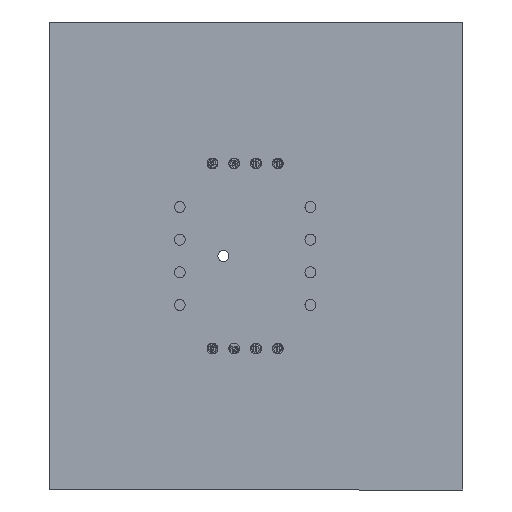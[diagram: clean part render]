
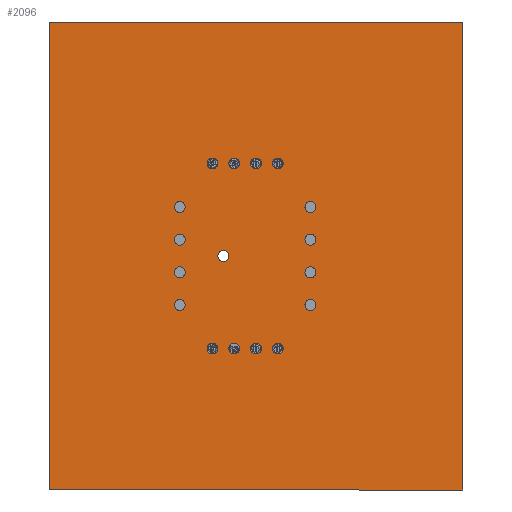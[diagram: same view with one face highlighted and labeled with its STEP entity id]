
A CAD part, front view. The second image highlights one B-rep face of the part: STEP entity #2096.
In plain terms, the highlighted planar face has unit normal (0, -1, 0).
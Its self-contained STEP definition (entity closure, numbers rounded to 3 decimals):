
#149=CIRCLE('',#2243,5.);
#151=CIRCLE('',#2246,5.);
#153=CIRCLE('',#2249,5.);
#155=CIRCLE('',#2252,5.);
#157=CIRCLE('',#2255,5.);
#159=CIRCLE('',#2258,5.);
#161=CIRCLE('',#2261,5.);
#163=CIRCLE('',#2264,5.);
#165=CIRCLE('',#2267,5.);
#167=CIRCLE('',#2270,5.);
#169=CIRCLE('',#2273,5.);
#171=CIRCLE('',#2276,5.);
#173=CIRCLE('',#2279,5.);
#175=CIRCLE('',#2282,5.);
#177=CIRCLE('',#2285,5.);
#179=CIRCLE('',#2288,5.);
#181=CIRCLE('',#2291,5.);
#309=FACE_BOUND('',#538,.T.);
#310=FACE_BOUND('',#539,.T.);
#311=FACE_BOUND('',#540,.T.);
#312=FACE_BOUND('',#541,.T.);
#313=FACE_BOUND('',#542,.T.);
#314=FACE_BOUND('',#543,.T.);
#315=FACE_BOUND('',#544,.T.);
#316=FACE_BOUND('',#545,.T.);
#317=FACE_BOUND('',#546,.T.);
#318=FACE_BOUND('',#547,.T.);
#319=FACE_BOUND('',#548,.T.);
#320=FACE_BOUND('',#549,.T.);
#321=FACE_BOUND('',#550,.T.);
#322=FACE_BOUND('',#551,.T.);
#323=FACE_BOUND('',#552,.T.);
#324=FACE_BOUND('',#553,.T.);
#325=FACE_BOUND('',#554,.T.);
#402=FACE_OUTER_BOUND('',#537,.T.);
#537=EDGE_LOOP('',(#1611,#1612,#1613,#1614));
#538=EDGE_LOOP('',(#1615));
#539=EDGE_LOOP('',(#1616));
#540=EDGE_LOOP('',(#1617));
#541=EDGE_LOOP('',(#1618));
#542=EDGE_LOOP('',(#1619));
#543=EDGE_LOOP('',(#1620));
#544=EDGE_LOOP('',(#1621));
#545=EDGE_LOOP('',(#1622));
#546=EDGE_LOOP('',(#1623));
#547=EDGE_LOOP('',(#1624));
#548=EDGE_LOOP('',(#1625));
#549=EDGE_LOOP('',(#1626));
#550=EDGE_LOOP('',(#1627));
#551=EDGE_LOOP('',(#1628));
#552=EDGE_LOOP('',(#1629));
#553=EDGE_LOOP('',(#1630));
#554=EDGE_LOOP('',(#1631));
#709=LINE('',#3279,#885);
#713=LINE('',#3287,#889);
#716=LINE('',#3293,#892);
#719=LINE('',#3298,#895);
#885=VECTOR('',#2650,10.);
#889=VECTOR('',#2656,10.);
#892=VECTOR('',#2661,10.);
#895=VECTOR('',#2666,10.);
#1045=VERTEX_POINT('',#3192);
#1047=VERTEX_POINT('',#3197);
#1049=VERTEX_POINT('',#3202);
#1051=VERTEX_POINT('',#3207);
#1053=VERTEX_POINT('',#3212);
#1055=VERTEX_POINT('',#3217);
#1057=VERTEX_POINT('',#3222);
#1059=VERTEX_POINT('',#3227);
#1061=VERTEX_POINT('',#3232);
#1063=VERTEX_POINT('',#3237);
#1065=VERTEX_POINT('',#3242);
#1067=VERTEX_POINT('',#3247);
#1069=VERTEX_POINT('',#3252);
#1071=VERTEX_POINT('',#3257);
#1073=VERTEX_POINT('',#3262);
#1075=VERTEX_POINT('',#3267);
#1077=VERTEX_POINT('',#3272);
#1079=VERTEX_POINT('',#3277);
#1080=VERTEX_POINT('',#3278);
#1083=VERTEX_POINT('',#3286);
#1085=VERTEX_POINT('',#3292);
#1253=EDGE_CURVE('',#1045,#1045,#149,.T.);
#1255=EDGE_CURVE('',#1047,#1047,#151,.T.);
#1257=EDGE_CURVE('',#1049,#1049,#153,.T.);
#1259=EDGE_CURVE('',#1051,#1051,#155,.T.);
#1261=EDGE_CURVE('',#1053,#1053,#157,.T.);
#1263=EDGE_CURVE('',#1055,#1055,#159,.T.);
#1265=EDGE_CURVE('',#1057,#1057,#161,.T.);
#1267=EDGE_CURVE('',#1059,#1059,#163,.T.);
#1269=EDGE_CURVE('',#1061,#1061,#165,.T.);
#1271=EDGE_CURVE('',#1063,#1063,#167,.T.);
#1273=EDGE_CURVE('',#1065,#1065,#169,.T.);
#1275=EDGE_CURVE('',#1067,#1067,#171,.T.);
#1277=EDGE_CURVE('',#1069,#1069,#173,.T.);
#1279=EDGE_CURVE('',#1071,#1071,#175,.T.);
#1281=EDGE_CURVE('',#1073,#1073,#177,.T.);
#1283=EDGE_CURVE('',#1075,#1075,#179,.T.);
#1285=EDGE_CURVE('',#1077,#1077,#181,.T.);
#1287=EDGE_CURVE('',#1079,#1080,#709,.T.);
#1291=EDGE_CURVE('',#1080,#1083,#713,.T.);
#1294=EDGE_CURVE('',#1083,#1085,#716,.T.);
#1297=EDGE_CURVE('',#1085,#1079,#719,.T.);
#1611=ORIENTED_EDGE('',*,*,#1297,.T.);
#1612=ORIENTED_EDGE('',*,*,#1287,.T.);
#1613=ORIENTED_EDGE('',*,*,#1291,.T.);
#1614=ORIENTED_EDGE('',*,*,#1294,.T.);
#1615=ORIENTED_EDGE('',*,*,#1253,.T.);
#1616=ORIENTED_EDGE('',*,*,#1255,.T.);
#1617=ORIENTED_EDGE('',*,*,#1257,.T.);
#1618=ORIENTED_EDGE('',*,*,#1259,.T.);
#1619=ORIENTED_EDGE('',*,*,#1261,.T.);
#1620=ORIENTED_EDGE('',*,*,#1263,.T.);
#1621=ORIENTED_EDGE('',*,*,#1265,.T.);
#1622=ORIENTED_EDGE('',*,*,#1267,.T.);
#1623=ORIENTED_EDGE('',*,*,#1269,.T.);
#1624=ORIENTED_EDGE('',*,*,#1271,.T.);
#1625=ORIENTED_EDGE('',*,*,#1273,.T.);
#1626=ORIENTED_EDGE('',*,*,#1275,.T.);
#1627=ORIENTED_EDGE('',*,*,#1277,.T.);
#1628=ORIENTED_EDGE('',*,*,#1279,.T.);
#1629=ORIENTED_EDGE('',*,*,#1281,.T.);
#1630=ORIENTED_EDGE('',*,*,#1283,.T.);
#1631=ORIENTED_EDGE('',*,*,#1285,.T.);
#2010=PLANE('',#2297);
#2096=ADVANCED_FACE('',(#402,#309,#310,#311,#312,#313,#314,#315,#316,#317,
#318,#319,#320,#321,#322,#323,#324,#325),#2010,.T.);
#2243=AXIS2_PLACEMENT_3D('',#3193,#2548,#2549);
#2246=AXIS2_PLACEMENT_3D('',#3198,#2554,#2555);
#2249=AXIS2_PLACEMENT_3D('',#3203,#2560,#2561);
#2252=AXIS2_PLACEMENT_3D('',#3208,#2566,#2567);
#2255=AXIS2_PLACEMENT_3D('',#3213,#2572,#2573);
#2258=AXIS2_PLACEMENT_3D('',#3218,#2578,#2579);
#2261=AXIS2_PLACEMENT_3D('',#3223,#2584,#2585);
#2264=AXIS2_PLACEMENT_3D('',#3228,#2590,#2591);
#2267=AXIS2_PLACEMENT_3D('',#3233,#2596,#2597);
#2270=AXIS2_PLACEMENT_3D('',#3238,#2602,#2603);
#2273=AXIS2_PLACEMENT_3D('',#3243,#2608,#2609);
#2276=AXIS2_PLACEMENT_3D('',#3248,#2614,#2615);
#2279=AXIS2_PLACEMENT_3D('',#3253,#2620,#2621);
#2282=AXIS2_PLACEMENT_3D('',#3258,#2626,#2627);
#2285=AXIS2_PLACEMENT_3D('',#3263,#2632,#2633);
#2288=AXIS2_PLACEMENT_3D('',#3268,#2638,#2639);
#2291=AXIS2_PLACEMENT_3D('',#3273,#2644,#2645);
#2297=AXIS2_PLACEMENT_3D('',#3300,#2668,#2669);
#2548=DIRECTION('center_axis',(0.,1.,0.));
#2549=DIRECTION('ref_axis',(-1.,0.,0.));
#2554=DIRECTION('center_axis',(0.,1.,0.));
#2555=DIRECTION('ref_axis',(-1.,0.,0.));
#2560=DIRECTION('center_axis',(0.,1.,0.));
#2561=DIRECTION('ref_axis',(-1.,0.,0.));
#2566=DIRECTION('center_axis',(0.,1.,0.));
#2567=DIRECTION('ref_axis',(-1.,0.,0.));
#2572=DIRECTION('center_axis',(0.,1.,0.));
#2573=DIRECTION('ref_axis',(-1.,0.,0.));
#2578=DIRECTION('center_axis',(0.,1.,0.));
#2579=DIRECTION('ref_axis',(-1.,0.,0.));
#2584=DIRECTION('center_axis',(0.,1.,0.));
#2585=DIRECTION('ref_axis',(-1.,0.,0.));
#2590=DIRECTION('center_axis',(0.,1.,0.));
#2591=DIRECTION('ref_axis',(-1.,0.,0.));
#2596=DIRECTION('center_axis',(0.,1.,0.));
#2597=DIRECTION('ref_axis',(-1.,0.,0.));
#2602=DIRECTION('center_axis',(0.,1.,0.));
#2603=DIRECTION('ref_axis',(-1.,0.,0.));
#2608=DIRECTION('center_axis',(0.,1.,0.));
#2609=DIRECTION('ref_axis',(-1.,0.,0.));
#2614=DIRECTION('center_axis',(0.,1.,0.));
#2615=DIRECTION('ref_axis',(-1.,0.,0.));
#2620=DIRECTION('center_axis',(0.,1.,0.));
#2621=DIRECTION('ref_axis',(-1.,0.,0.));
#2626=DIRECTION('center_axis',(0.,1.,0.));
#2627=DIRECTION('ref_axis',(-1.,0.,0.));
#2632=DIRECTION('center_axis',(0.,1.,0.));
#2633=DIRECTION('ref_axis',(-1.,0.,0.));
#2638=DIRECTION('center_axis',(0.,1.,0.));
#2639=DIRECTION('ref_axis',(-1.,0.,0.));
#2644=DIRECTION('center_axis',(0.,1.,0.));
#2645=DIRECTION('ref_axis',(-1.,0.,0.));
#2650=DIRECTION('',(0.,0.,-1.));
#2656=DIRECTION('',(1.,0.,0.));
#2661=DIRECTION('',(0.,0.,1.));
#2666=DIRECTION('',(-1.,0.,0.));
#2668=DIRECTION('center_axis',(0.,-1.,0.));
#2669=DIRECTION('ref_axis',(0.,0.,-1.));
#3192=CARTESIAN_POINT('',(-255.,0.,-260.));
#3193=CARTESIAN_POINT('Origin',(-260.,0.,-260.));
#3197=CARTESIAN_POINT('',(-255.,0.,-230.));
#3198=CARTESIAN_POINT('Origin',(-260.,0.,-230.));
#3202=CARTESIAN_POINT('',(-255.,0.,-200.));
#3203=CARTESIAN_POINT('Origin',(-260.,0.,-200.));
#3207=CARTESIAN_POINT('',(-255.,0.,-170.));
#3208=CARTESIAN_POINT('Origin',(-260.,0.,-170.));
#3212=CARTESIAN_POINT('',(-135.,0.,-170.));
#3213=CARTESIAN_POINT('Origin',(-140.,0.,-170.));
#3217=CARTESIAN_POINT('',(-135.,0.,-200.));
#3218=CARTESIAN_POINT('Origin',(-140.,0.,-200.));
#3222=CARTESIAN_POINT('',(-135.,0.,-230.));
#3223=CARTESIAN_POINT('Origin',(-140.,0.,-230.));
#3227=CARTESIAN_POINT('',(-135.,0.,-260.));
#3228=CARTESIAN_POINT('Origin',(-140.,0.,-260.));
#3232=CARTESIAN_POINT('',(-205.,0.,-300.));
#3233=CARTESIAN_POINT('Origin',(-210.,0.,-300.));
#3237=CARTESIAN_POINT('',(-165.,0.,-300.));
#3238=CARTESIAN_POINT('Origin',(-170.,0.,-300.));
#3242=CARTESIAN_POINT('',(-185.,0.,-300.));
#3243=CARTESIAN_POINT('Origin',(-190.,0.,-300.));
#3247=CARTESIAN_POINT('',(-225.,0.,-300.));
#3248=CARTESIAN_POINT('Origin',(-230.,0.,-300.));
#3252=CARTESIAN_POINT('',(-205.,0.,-130.));
#3253=CARTESIAN_POINT('Origin',(-210.,0.,-130.));
#3257=CARTESIAN_POINT('',(-165.,0.,-130.));
#3258=CARTESIAN_POINT('Origin',(-170.,0.,-130.));
#3262=CARTESIAN_POINT('',(-185.,0.,-130.));
#3263=CARTESIAN_POINT('Origin',(-190.,0.,-130.));
#3267=CARTESIAN_POINT('',(-225.,0.,-130.));
#3268=CARTESIAN_POINT('Origin',(-230.,0.,-130.));
#3272=CARTESIAN_POINT('',(-215.,0.,-215.));
#3273=CARTESIAN_POINT('Origin',(-220.,0.,-215.));
#3277=CARTESIAN_POINT('',(-380.,0.,0.));
#3278=CARTESIAN_POINT('',(-380.,0.,-430.));
#3279=CARTESIAN_POINT('',(-380.,0.,0.));
#3286=CARTESIAN_POINT('',(0.,0.,-430.));
#3287=CARTESIAN_POINT('',(-380.,0.,-430.));
#3292=CARTESIAN_POINT('',(0.,0.,0.));
#3293=CARTESIAN_POINT('',(0.,0.,-430.));
#3298=CARTESIAN_POINT('',(0.,0.,0.));
#3300=CARTESIAN_POINT('Origin',(-190.,0.,-215.));
